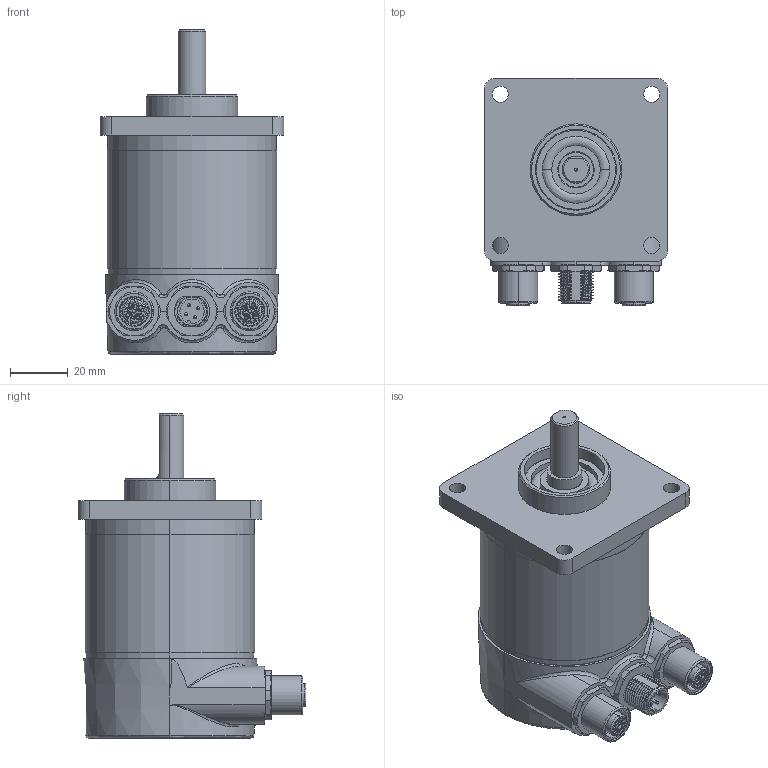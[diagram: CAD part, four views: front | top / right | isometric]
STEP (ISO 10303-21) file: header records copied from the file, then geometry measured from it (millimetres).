
FILE_DESCRIPTION (( 'STEP AP203' ), '1' );
FILE_NAME ('M085_MHM509_ETIP.STEP', '2018-09-07T08:39:11', ( '' ), ( '' ), 'SwSTEP 2.0', 'SolidWorks 2016', '' );
FILE_SCHEMA (( 'CONFIG_CONTROL_DESIGN' ));
Length unit declared in the file: millimetre
Products named in the file (3): drawing-oc-5-ee-705-szm-eereer-y-prm-n-s; ocd-9a70-c5y-n; M085_MHM509_ETIP
Assembly tree (2 placements, depth 2):
  M085_MHM509_ETIP
    drawing-oc-5-ee-705-szm-eereer-y-prm-n-s
    ocd-9a70-c5y-n
Bounding box: 63.5 x 78.75 x 112.2 mm (x, y, z)
Volume: 108922.9 mm3; surface area: 80413.3 mm2
Topology: 27 solids, 27 shells, 1610 faces, 4207 edges, 2711 vertices
Faces by surface type: cylinder 736, plane 368, cone 253, bspline 219, torus 34
Entity records: 81512 total; most frequent: CARTESIAN_POINT 42062, DIRECTION 8349, ORIENTED_EDGE 8306, EDGE_CURVE 4153, AXIS2_PLACEMENT_3D 3461, VERTEX_POINT 2711, CIRCLE 2065, EDGE_LOOP 1794
